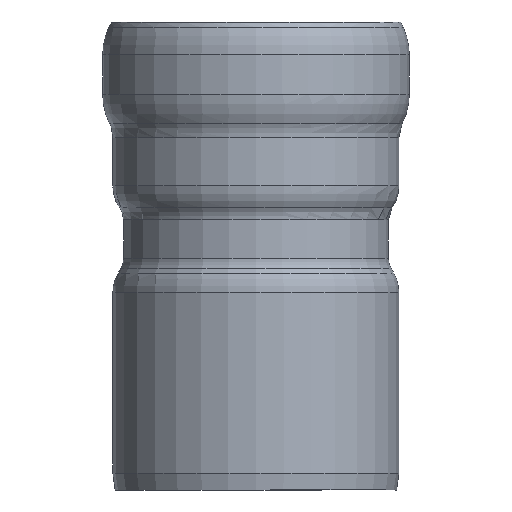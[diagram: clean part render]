
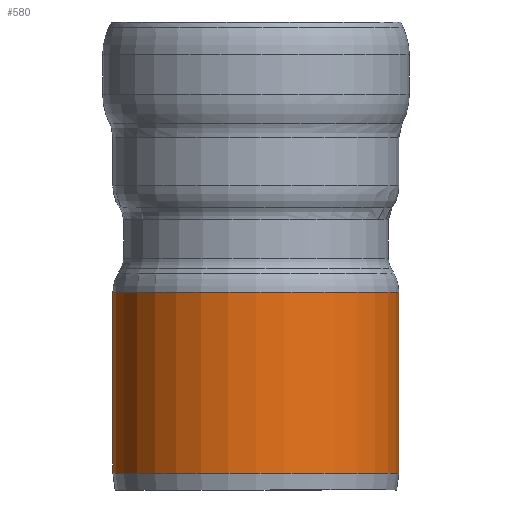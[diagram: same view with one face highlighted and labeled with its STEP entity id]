
A CAD part, front view. The second image highlights one B-rep face of the part: STEP entity #580.
In plain terms, the highlighted cylindrical face has radius 550 mm (diameter 1100 mm), a full revolution.
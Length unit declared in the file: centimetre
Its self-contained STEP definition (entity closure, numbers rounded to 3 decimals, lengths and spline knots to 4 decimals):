
#59=CYLINDRICAL_SURFACE('',#676,55.);
#101=FACE_OUTER_BOUND('',#131,.T.);
#131=EDGE_LOOP('',(#526,#527,#528,#529,#530));
#195=CIRCLE('',#673,55.);
#197=CIRCLE('',#675,55.);
#198=CIRCLE('',#677,55.);
#221=LINE('',#1223,#237);
#237=VECTOR('',#894,55.);
#293=VERTEX_POINT('',#1215);
#294=VERTEX_POINT('',#1216);
#295=VERTEX_POINT('',#1221);
#371=EDGE_CURVE('',#293,#294,#195,.T.);
#373=EDGE_CURVE('',#294,#293,#197,.T.);
#374=EDGE_CURVE('',#295,#295,#198,.T.);
#375=EDGE_CURVE('',#295,#294,#221,.T.);
#526=ORIENTED_EDGE('',*,*,#374,.F.);
#527=ORIENTED_EDGE('',*,*,#375,.T.);
#528=ORIENTED_EDGE('',*,*,#373,.T.);
#529=ORIENTED_EDGE('',*,*,#371,.T.);
#530=ORIENTED_EDGE('',*,*,#375,.F.);
#580=ADVANCED_FACE('',(#101),#59,.T.);
#673=AXIS2_PLACEMENT_3D('',#1217,#884,#885);
#675=AXIS2_PLACEMENT_3D('',#1219,#888,#889);
#676=AXIS2_PLACEMENT_3D('',#1220,#890,#891);
#677=AXIS2_PLACEMENT_3D('',#1222,#892,#893);
#884=DIRECTION('center_axis',(0.,0.,
-1.));
#885=DIRECTION('ref_axis',(1.,0.,0.));
#888=DIRECTION('center_axis',(0.,0.,
-1.));
#889=DIRECTION('ref_axis',(1.,0.,0.));
#890=DIRECTION('center_axis',(0.,0.,
-1.));
#891=DIRECTION('ref_axis',(-1.,0.,0.));
#892=DIRECTION('center_axis',(0.,0.,
-1.));
#893=DIRECTION('ref_axis',(1.,0.,0.));
#894=DIRECTION('',(0.,0.,1.));
#1215=CARTESIAN_POINT('',(580.1473,265.1981,-13.9835));
#1216=CARTESIAN_POINT('',(635.1473,320.1981,-13.9835));
#1217=CARTESIAN_POINT('Origin',(580.1473,320.1981,-13.9835));
#1219=CARTESIAN_POINT('Origin',(580.1473,320.1981,-13.9835));
#1220=CARTESIAN_POINT('Origin',(580.1473,320.1981,-48.7288));
#1221=CARTESIAN_POINT('',(635.1473,320.1981,-83.4742));
#1222=CARTESIAN_POINT('Origin',(580.1473,320.1981,-83.4742));
#1223=CARTESIAN_POINT('',(635.1473,320.1981,-48.7288));
